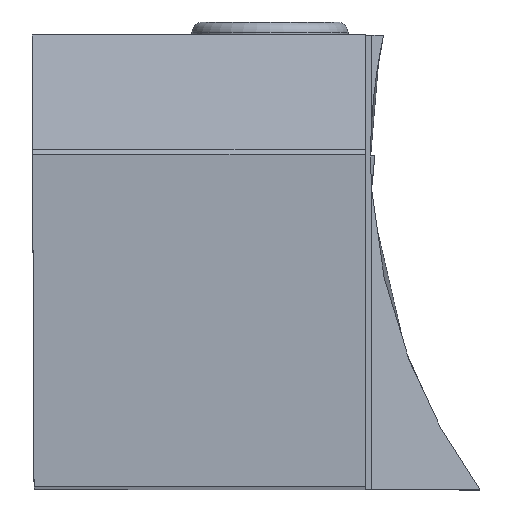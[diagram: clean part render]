
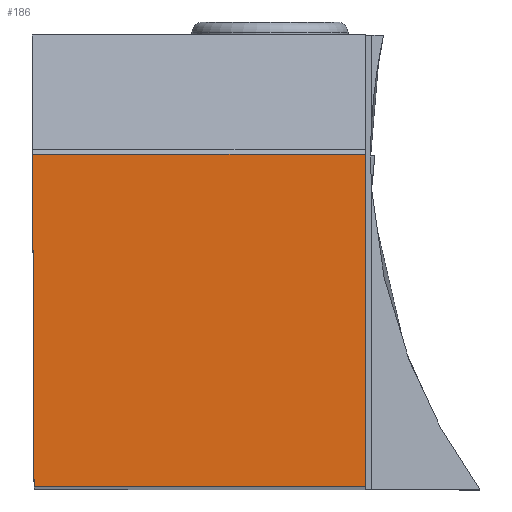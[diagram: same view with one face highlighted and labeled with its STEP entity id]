
A CAD part, top view. The second image highlights one B-rep face of the part: STEP entity #186.
In plain terms, the highlighted planar face has unit normal (0, 0, 1).
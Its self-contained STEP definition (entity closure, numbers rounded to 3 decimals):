
#186=ADVANCED_FACE('BLANK_BOXF006',(#289),#234,.F.);
#234=PLANE('',#1332);
#289=FACE_OUTER_BOUND('',#347,.T.);
#347=EDGE_LOOP('',(#613,#614,#615,#616));
#613=ORIENTED_EDGE('',*,*,#947,.T.);
#614=ORIENTED_EDGE('',*,*,#948,.T.);
#615=ORIENTED_EDGE('',*,*,#943,.T.);
#616=ORIENTED_EDGE('',*,*,#925,.T.);
#788=VERTEX_POINT('',#2062);
#789=VERTEX_POINT('',#2064);
#801=VERTEX_POINT('',#2131);
#804=VERTEX_POINT('',#2139);
#925=EDGE_CURVE('',#789,#788,#1045,.T.);
#943=EDGE_CURVE('',#801,#789,#1060,.T.);
#947=EDGE_CURVE('',#788,#804,#1064,.T.);
#948=EDGE_CURVE('',#804,#801,#1065,.T.);
#1045=LINE('',#2063,#1163);
#1060=LINE('',#2130,#1178);
#1064=LINE('',#2138,#1182);
#1065=LINE('',#2140,#1183);
#1163=VECTOR('',#1570,1.);
#1178=VECTOR('',#1595,1.);
#1182=VECTOR('',#1601,1.);
#1183=VECTOR('',#1602,1.);
#1332=AXIS2_PLACEMENT_3D('',#2141,#1603,#1604);
#1570=DIRECTION('',(1.,0.,0.));
#1595=DIRECTION('',(0.004,-1.,0.));
#1601=DIRECTION('',(0.,1.,0.));
#1602=DIRECTION('',(-1.,0.,0.));
#1603=DIRECTION('',(0.,0.,-1.));
#1604=DIRECTION('',(0.,-1.,0.));
#2062=CARTESIAN_POINT('',(25.273,0.,0.));
#2063=CARTESIAN_POINT('',(-151.4,0.,0.));
#2064=CARTESIAN_POINT('',(0.11,0.,0.));
#2130=CARTESIAN_POINT('',(-0.55,151.399,0.));
#2131=CARTESIAN_POINT('',(0.,25.273,0.));
#2138=CARTESIAN_POINT('',(25.273,-151.4,0.));
#2139=CARTESIAN_POINT('',(25.273,25.273,0.));
#2140=CARTESIAN_POINT('',(151.4,25.273,0.));
#2141=CARTESIAN_POINT('',(33.983,-5.,0.));
